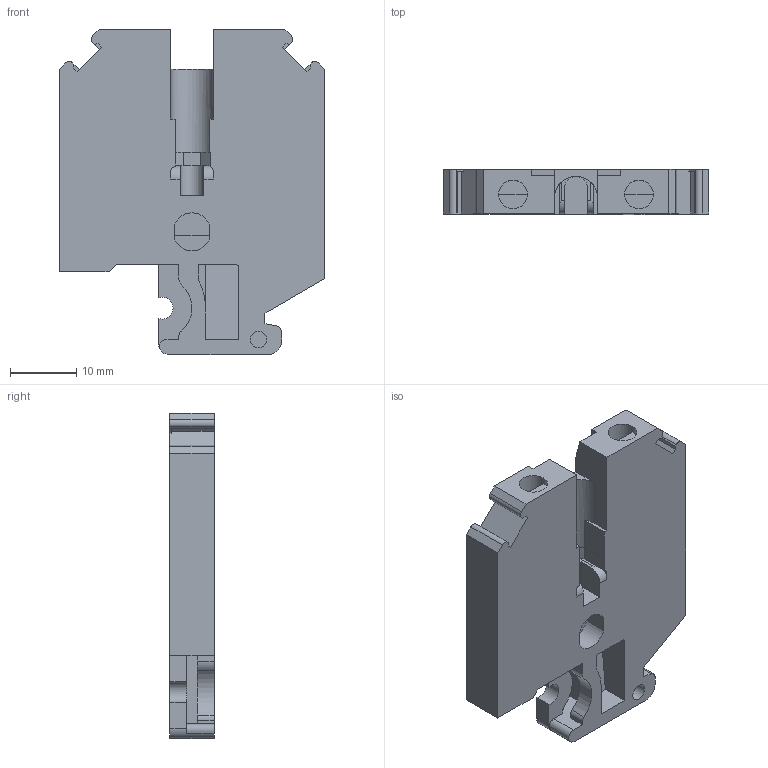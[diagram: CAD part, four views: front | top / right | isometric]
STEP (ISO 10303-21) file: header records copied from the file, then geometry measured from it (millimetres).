
FILE_DESCRIPTION(/* description */ ('Unknown'),/* implementation_level */ '2;1');
FILE_NAME(/* name */ '6CUT4H',/* time_stamp */ '2016-10-06T15:22:22+06:00',/* author */ ('Unknown'),/* organization */ ('Unknown'),/* preprocessor_version */ 'ST-DEVELOPER v16',/* originating_system */ 'DEX',/* authorisation */ $);
FILE_SCHEMA (('AUTOMOTIVE_DESIGN {1 0 10303 214 3 1 1}'));
Length unit declared in the file: millimetre
Products named in the file (1): 6CUT4H
Bounding box: 40 x 6.7 x 49 mm (x, y, z)
Volume: 9284.9 mm3; surface area: 5229.7 mm2
Topology: 1 solids, 1 shells, 141 faces, 394 edges, 259 vertices
Faces by surface type: plane 106, cylinder 35
Full cylindrical faces by diameter (mm): 2.5 x1, 4.3 x2
Entity records: 4674 total; most frequent: CARTESIAN_POINT 962, ORIENTED_EDGE 778, DIRECTION 746, EDGE_CURVE 389, LINE 308, VECTOR 308, VERTEX_POINT 259, AXIS2_PLACEMENT_3D 219
